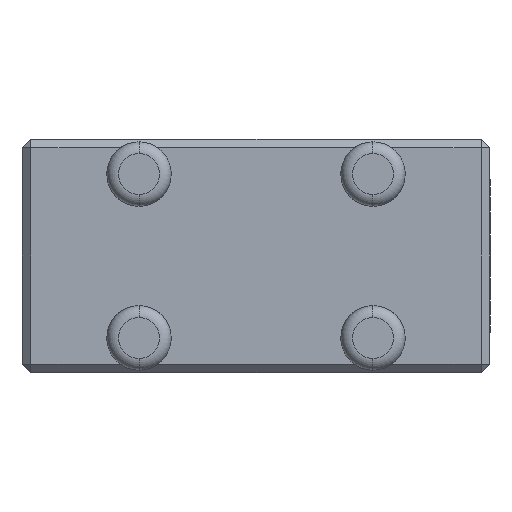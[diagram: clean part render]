
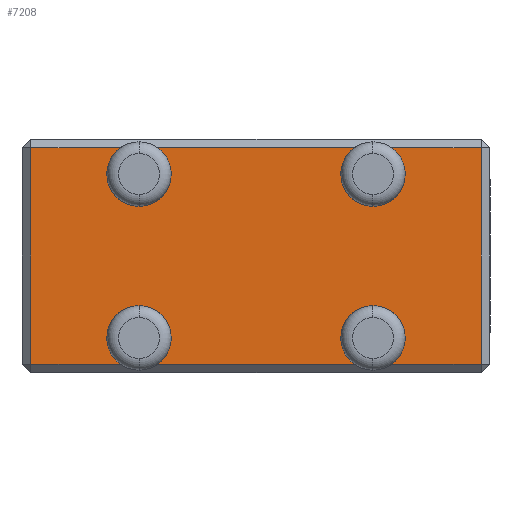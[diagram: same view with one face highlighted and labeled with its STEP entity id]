
A CAD part, front view. The second image highlights one B-rep face of the part: STEP entity #7208.
In plain terms, the highlighted planar face has unit normal (0, -1, 0).
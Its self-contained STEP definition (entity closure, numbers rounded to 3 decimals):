
#148 = AXIS2_PLACEMENT_3D ( 'NONE', #273, #1865, #756 ) ;
#158 = CARTESIAN_POINT ( 'NONE',  ( 10., -25., -4.25 ) ) ;
#196 = CARTESIAN_POINT ( 'NONE',  ( -8.419, -25., 9.25 ) ) ;
#273 = CARTESIAN_POINT ( 'NONE',  ( -10., -25., 7. ) ) ;
#297 = LINE ( 'NONE', #6352, #3336 ) ;
#392 = AXIS2_PLACEMENT_3D ( 'NONE', #3551, #3606, #3614 ) ;
#427 = AXIS2_PLACEMENT_3D ( 'NONE', #4914, #4947, #4724 ) ;
#430 = VECTOR ( 'NONE', #5342, 1000. ) ;
#595 = CARTESIAN_POINT ( 'NONE',  ( 10., -25., 4.25 ) ) ;
#609 = LINE ( 'NONE', #5378, #430 ) ;
#632 = VERTEX_POINT ( 'NONE', #1660 ) ;
#635 = VERTEX_POINT ( 'NONE', #1483 ) ;
#752 = VERTEX_POINT ( 'NONE', #934 ) ;
#756 = DIRECTION ( 'NONE',  ( -1., 0., 0. ) ) ;
#908 = VECTOR ( 'NONE', #4027, 1000. ) ;
#934 = CARTESIAN_POINT ( 'NONE',  ( -19.25, -25., -9.25 ) ) ;
#1180 = VECTOR ( 'NONE', #3964, 1000. ) ;
#1248 = VERTEX_POINT ( 'NONE', #2915 ) ;
#1266 = VERTEX_POINT ( 'NONE', #3162 ) ;
#1397 = ORIENTED_EDGE ( 'NONE', *, *, #4033, .T. ) ;
#1437 = LINE ( 'NONE', #3900, #908 ) ;
#1483 = CARTESIAN_POINT ( 'NONE',  ( -10., -25., 4.25 ) ) ;
#1595 = DIRECTION ( 'NONE',  ( 0., 1., 0. ) ) ;
#1623 = AXIS2_PLACEMENT_3D ( 'NONE', #6672, #7327, #7308 ) ;
#1660 = CARTESIAN_POINT ( 'NONE',  ( 11.581, -25., -9.25 ) ) ;
#1682 = CARTESIAN_POINT ( 'NONE',  ( 8.419, -25., 9.25 ) ) ;
#1791 = ORIENTED_EDGE ( 'NONE', *, *, #6015, .T. ) ;
#1803 = EDGE_LOOP ( 'NONE', ( #1791, #5599, #4080, #5067, #4668, #5536, #2762, #5428, #2218, #4302, #1936, #7331, #5740, #3627, #5276, #1397 ) ) ;
#1834 = LINE ( 'NONE', #4036, #1180 ) ;
#1865 = DIRECTION ( 'NONE',  ( 0., 1., 0. ) ) ;
#1936 = ORIENTED_EDGE ( 'NONE', *, *, #4059, .T. ) ;
#2196 = CARTESIAN_POINT ( 'NONE',  ( -11.581, -25., -9.25 ) ) ;
#2218 = ORIENTED_EDGE ( 'NONE', *, *, #4078, .T. ) ;
#2271 = CARTESIAN_POINT ( 'NONE',  ( -10., -25., -7. ) ) ;
#2280 = DIRECTION ( 'NONE',  ( -1., 0., 0. ) ) ;
#2329 = VERTEX_POINT ( 'NONE', #6063 ) ;
#2762 = ORIENTED_EDGE ( 'NONE', *, *, #4102, .T. ) ;
#2831 = VERTEX_POINT ( 'NONE', #158 ) ;
#2915 = CARTESIAN_POINT ( 'NONE',  ( 19.25, -25., 9.25 ) ) ;
#3062 = DIRECTION ( 'NONE',  ( -1., 0., 0. ) ) ;
#3077 = DIRECTION ( 'NONE',  ( 0., 1., 0. ) ) ;
#3162 = CARTESIAN_POINT ( 'NONE',  ( -10., -25., -4.25 ) ) ;
#3164 = DIRECTION ( 'NONE',  ( -1., 0., 0. ) ) ;
#3274 = CARTESIAN_POINT ( 'NONE',  ( -10., -25., 7. ) ) ;
#3336 = VECTOR ( 'NONE', #6358, 1000. ) ;
#3420 = CIRCLE ( 'NONE', #392, 2.75 ) ;
#3551 = CARTESIAN_POINT ( 'NONE',  ( -10., -25., -7. ) ) ;
#3600 = LINE ( 'NONE', #4835, #3848 ) ;
#3606 = DIRECTION ( 'NONE',  ( 0., 1., 0. ) ) ;
#3614 = DIRECTION ( 'NONE',  ( -1., 0., 0. ) ) ;
#3627 = ORIENTED_EDGE ( 'NONE', *, *, #3985, .T. ) ;
#3644 = VERTEX_POINT ( 'NONE', #595 ) ;
#3702 = CIRCLE ( 'NONE', #6353, 2.75 ) ;
#3769 = CIRCLE ( 'NONE', #427, 2.75 ) ;
#3819 = VERTEX_POINT ( 'NONE', #2196 ) ;
#3848 = VECTOR ( 'NONE', #4907, 1000. ) ;
#3864 = CARTESIAN_POINT ( 'NONE',  ( 10., -25., 7. ) ) ;
#3900 = CARTESIAN_POINT ( 'NONE',  ( -20., -25., -9.25 ) ) ;
#3964 = DIRECTION ( 'NONE',  ( 0., 0., -1. ) ) ;
#3985 = EDGE_CURVE ( 'NONE', #632, #5125, #609, .T. ) ;
#4021 = EDGE_CURVE ( 'NONE', #5125, #1248, #6187, .T. ) ;
#4027 = DIRECTION ( 'NONE',  ( 1., 0., 0. ) ) ;
#4033 = EDGE_CURVE ( 'NONE', #1248, #6346, #6099, .T. ) ;
#4036 = CARTESIAN_POINT ( 'NONE',  ( -19.25, -25., 10. ) ) ;
#4043 = EDGE_CURVE ( 'NONE', #5501, #2831, #3769, .T. ) ;
#4059 = EDGE_CURVE ( 'NONE', #4797, #5501, #3600, .T. ) ;
#4077 = AXIS2_PLACEMENT_3D ( 'NONE', #3864, #7232, #2280 ) ;
#4078 = EDGE_CURVE ( 'NONE', #3819, #1266, #3420, .T. ) ;
#4080 = ORIENTED_EDGE ( 'NONE', *, *, #5532, .T. ) ;
#4102 = EDGE_CURVE ( 'NONE', #2329, #752, #1834, .T. ) ;
#4110 = EDGE_CURVE ( 'NONE', #752, #3819, #1437, .T. ) ;
#4268 = EDGE_CURVE ( 'NONE', #635, #6993, #6825, .T. ) ;
#4302 = ORIENTED_EDGE ( 'NONE', *, *, #4781, .T. ) ;
#4320 = VERTEX_POINT ( 'NONE', #196 ) ;
#4386 = AXIS2_PLACEMENT_3D ( 'NONE', #5697, #5678, #5651 ) ;
#4452 = AXIS2_PLACEMENT_3D ( 'NONE', #3274, #3077, #3062 ) ;
#4483 = VERTEX_POINT ( 'NONE', #1682 ) ;
#4614 = DIRECTION ( 'NONE',  ( -1., 0., 0. ) ) ;
#4668 = ORIENTED_EDGE ( 'NONE', *, *, #4268, .T. ) ;
#4724 = DIRECTION ( 'NONE',  ( -1., 0., 0. ) ) ;
#4781 = EDGE_CURVE ( 'NONE', #1266, #4797, #5256, .T. ) ;
#4797 = VERTEX_POINT ( 'NONE', #5271 ) ;
#4812 = EDGE_CURVE ( 'NONE', #2831, #632, #3702, .T. ) ;
#4835 = CARTESIAN_POINT ( 'NONE',  ( -20., -25., -9.25 ) ) ;
#4880 = CARTESIAN_POINT ( 'NONE',  ( -20., -25., 9.25 ) ) ;
#4907 = DIRECTION ( 'NONE',  ( 1., 0., 0. ) ) ;
#4914 = CARTESIAN_POINT ( 'NONE',  ( 10., -25., -7. ) ) ;
#4947 = DIRECTION ( 'NONE',  ( 0., 1., 0. ) ) ;
#5051 = CIRCLE ( 'NONE', #4386, 2.75 ) ;
#5067 = ORIENTED_EDGE ( 'NONE', *, *, #5702, .T. ) ;
#5088 = EDGE_CURVE ( 'NONE', #6993, #2329, #297, .T. ) ;
#5125 = VERTEX_POINT ( 'NONE', #7242 ) ;
#5156 = CIRCLE ( 'NONE', #4452, 2.75 ) ;
#5256 = CIRCLE ( 'NONE', #6363, 2.75 ) ;
#5271 = CARTESIAN_POINT ( 'NONE',  ( -8.419, -25., -9.25 ) ) ;
#5276 = ORIENTED_EDGE ( 'NONE', *, *, #4021, .T. ) ;
#5342 = DIRECTION ( 'NONE',  ( 1., 0., 0. ) ) ;
#5378 = CARTESIAN_POINT ( 'NONE',  ( -20., -25., -9.25 ) ) ;
#5428 = ORIENTED_EDGE ( 'NONE', *, *, #4110, .T. ) ;
#5501 = VERTEX_POINT ( 'NONE', #6044 ) ;
#5532 = EDGE_CURVE ( 'NONE', #4483, #4320, #5593, .T. ) ;
#5536 = ORIENTED_EDGE ( 'NONE', *, *, #5088, .T. ) ;
#5566 = DIRECTION ( 'NONE',  ( 0., 0., 1. ) ) ;
#5579 = VECTOR ( 'NONE', #5884, 1000. ) ;
#5593 = LINE ( 'NONE', #4880, #6904 ) ;
#5599 = ORIENTED_EDGE ( 'NONE', *, *, #5745, .T. ) ;
#5651 = DIRECTION ( 'NONE',  ( -1., 0., 0. ) ) ;
#5678 = DIRECTION ( 'NONE',  ( 0., 1., 0. ) ) ;
#5697 = CARTESIAN_POINT ( 'NONE',  ( 10., -25., 7. ) ) ;
#5702 = EDGE_CURVE ( 'NONE', #4320, #635, #5156, .T. ) ;
#5740 = ORIENTED_EDGE ( 'NONE', *, *, #4812, .T. ) ;
#5745 = EDGE_CURVE ( 'NONE', #3644, #4483, #5051, .T. ) ;
#5766 = CARTESIAN_POINT ( 'NONE',  ( 19.25, -25., 10. ) ) ;
#5884 = DIRECTION ( 'NONE',  ( -1., 0., 0. ) ) ;
#5925 = VECTOR ( 'NONE', #5566, 1000. ) ;
#5930 = CARTESIAN_POINT ( 'NONE',  ( -20., -25., 9.25 ) ) ;
#5986 = DIRECTION ( 'NONE',  ( 0., 1., 0. ) ) ;
#6015 = EDGE_CURVE ( 'NONE', #6346, #3644, #6887, .T. ) ;
#6044 = CARTESIAN_POINT ( 'NONE',  ( 8.419, -25., -9.25 ) ) ;
#6063 = CARTESIAN_POINT ( 'NONE',  ( -19.25, -25., 9.25 ) ) ;
#6099 = LINE ( 'NONE', #5930, #5579 ) ;
#6187 = LINE ( 'NONE', #5766, #5925 ) ;
#6346 = VERTEX_POINT ( 'NONE', #7065 ) ;
#6352 = CARTESIAN_POINT ( 'NONE',  ( -20., -25., 9.25 ) ) ;
#6353 = AXIS2_PLACEMENT_3D ( 'NONE', #6532, #1595, #7224 ) ;
#6358 = DIRECTION ( 'NONE',  ( -1., 0., 0. ) ) ;
#6363 = AXIS2_PLACEMENT_3D ( 'NONE', #2271, #5986, #3164 ) ;
#6532 = CARTESIAN_POINT ( 'NONE',  ( 10., -25., -7. ) ) ;
#6628 = PLANE ( 'NONE',  #1623 ) ;
#6672 = CARTESIAN_POINT ( 'NONE',  ( -20., -25., 10. ) ) ;
#6825 = CIRCLE ( 'NONE', #148, 2.75 ) ;
#6846 = FACE_OUTER_BOUND ( 'NONE', #1803, .T. ) ;
#6887 = CIRCLE ( 'NONE', #4077, 2.75 ) ;
#6899 = CARTESIAN_POINT ( 'NONE',  ( -11.581, -25., 9.25 ) ) ;
#6904 = VECTOR ( 'NONE', #4614, 1000. ) ;
#6993 = VERTEX_POINT ( 'NONE', #6899 ) ;
#7065 = CARTESIAN_POINT ( 'NONE',  ( 11.581, -25., 9.25 ) ) ;
#7208 = ADVANCED_FACE ( 'NONE', ( #6846 ), #6628, .F. ) ;
#7224 = DIRECTION ( 'NONE',  ( -1., 0., 0. ) ) ;
#7232 = DIRECTION ( 'NONE',  ( 0., 1., 0. ) ) ;
#7242 = CARTESIAN_POINT ( 'NONE',  ( 19.25, -25., -9.25 ) ) ;
#7308 = DIRECTION ( 'NONE',  ( -1., 0., 0. ) ) ;
#7327 = DIRECTION ( 'NONE',  ( 0., 1., 0. ) ) ;
#7331 = ORIENTED_EDGE ( 'NONE', *, *, #4043, .T. ) ;
